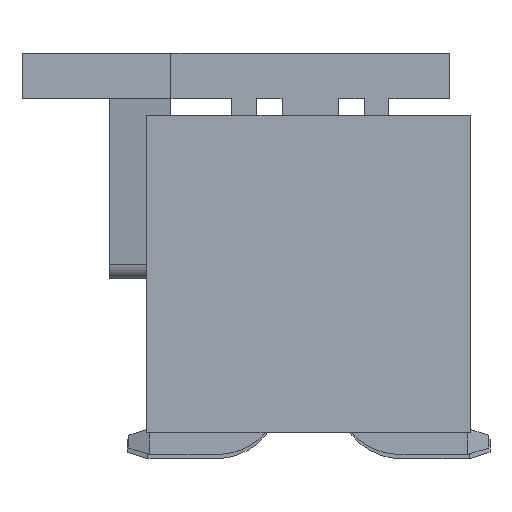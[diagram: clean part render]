
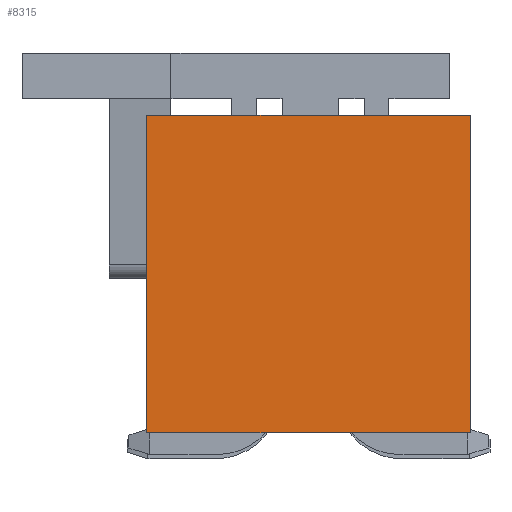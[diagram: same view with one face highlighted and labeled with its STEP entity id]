
A CAD part, front view. The second image highlights one B-rep face of the part: STEP entity #8315.
In plain terms, the highlighted face is planar.
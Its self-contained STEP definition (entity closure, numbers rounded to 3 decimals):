
#1809=ORIENTED_EDGE('',*,*,#3360,.F.);
#1810=ORIENTED_EDGE('',*,*,#3361,.F.);
#1811=ORIENTED_EDGE('',*,*,#3362,.T.);
#1812=ORIENTED_EDGE('',*,*,#3363,.T.);
#3360=EDGE_CURVE('',#4200,#4201,#5200,.T.);
#3361=EDGE_CURVE('',#4202,#4200,#5201,.T.);
#3362=EDGE_CURVE('',#4202,#4203,#5202,.T.);
#3363=EDGE_CURVE('',#4203,#4201,#5203,.T.);
#4200=VERTEX_POINT('',#14311);
#4201=VERTEX_POINT('',#14312);
#4202=VERTEX_POINT('',#14314);
#4203=VERTEX_POINT('',#14316);
#5200=LINE('',#14310,#6310);
#5201=LINE('',#14313,#6311);
#5202=LINE('',#14315,#6312);
#5203=LINE('',#14317,#6313);
#6310=VECTOR('',#12008,1000.);
#6311=VECTOR('',#12009,1000.);
#6312=VECTOR('',#12010,1000.);
#6313=VECTOR('',#12011,1000.);
#6938=EDGE_LOOP('',(#1809,#1810,#1811,#1812));
#7412=FACE_BOUND('',#6938,.T.);
#7856=PLANE('',#10218);
#8315=ADVANCED_FACE('',(#7412),#7856,.T.);
#10218=AXIS2_PLACEMENT_3D('',#14309,#12006,#12007);
#12006=DIRECTION('',(1.,0.,0.));
#12007=DIRECTION('',(0.,0.,-1.));
#12008=DIRECTION('',(0.,0.,-1.));
#12009=DIRECTION('',(0.,1.,0.));
#12010=DIRECTION('',(0.,0.,-1.));
#12011=DIRECTION('',(0.,1.,0.));
#14309=CARTESIAN_POINT('',(7.62,-2.5,2.45));
#14310=CARTESIAN_POINT('',(7.62,2.5,2.45));
#14311=CARTESIAN_POINT('',(7.62,2.5,2.45));
#14312=CARTESIAN_POINT('',(7.62,2.5,-2.45));
#14313=CARTESIAN_POINT('',(7.62,-2.5,2.45));
#14314=CARTESIAN_POINT('',(7.62,-2.5,2.45));
#14315=CARTESIAN_POINT('',(7.62,-2.5,2.45));
#14316=CARTESIAN_POINT('',(7.62,-2.5,-2.45));
#14317=CARTESIAN_POINT('',(7.62,-2.5,-2.45));
